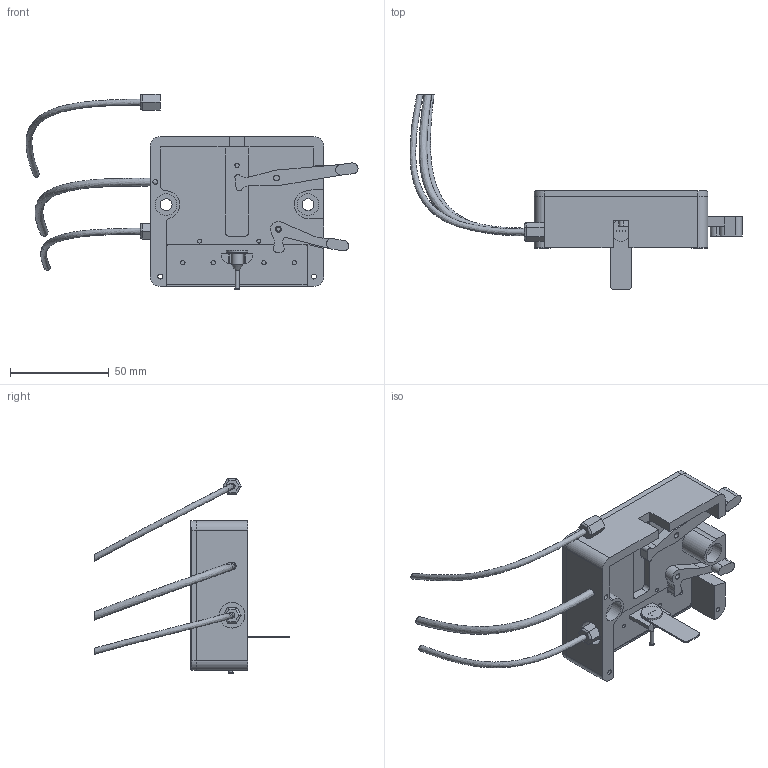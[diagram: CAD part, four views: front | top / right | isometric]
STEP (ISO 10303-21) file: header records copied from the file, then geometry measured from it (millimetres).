
FILE_DESCRIPTION(/* description */ (''),/* implementation_level */ '2;1');
FILE_NAME(/* name */ 'Electrosteering Head v2.step',/* time_stamp */ '2024-11-18T13:47:22-08:00',/* author */ (''),/* organization */ (''),/* preprocessor_version */ 'ST-DEVELOPER v20',/* originating_system */ 'Autodesk Translation Framework v13.20.0.188',/* authorisation */ '');
FILE_SCHEMA (('AUTOMOTIVE_DESIGN { 1 0 10303 214 3 1 1 }'));
Length unit declared in the file: metre
Products named in the file (12): Electrosteering Head; Part 1; Part 1 (2); Part 1 (3); Part 1 (4); Part 1 (5); Hex socket head cap screw M6x1.00 x 30; Hex socket countersunk head screw M3x0.5 x 10; Cartridge; Part 1 (7); Part 1 (8); Part 1 (6)
Assembly tree (21 placements, depth 2):
  Electrosteering Head
    Part 1
    Hex socket head cap screw M6x1.00 x 30  x4
    Part 1 (2)
    Part 1 (3)
    Hex socket countersunk head screw M3x0.5 x 10  x8
    Part 1 (4)
    Part 1 (5)
    Cartridge
    Part 1 (7)
    Part 1 (8)
    Part 1 (6)
Bounding box: 168.45 x 99.25 x 99.2 mm (x, y, z)
Volume: 109217.1 mm3; surface area: 50692.5 mm2
Topology: 9 solids, 9 shells, 228 faces, 571 edges, 370 vertices
Faces by surface type: plane 121, cylinder 96, cone 8, bspline 3
Full cylindrical faces by diameter (mm): 0.3 x4, 1 x1, 1.6 x2, 2 x5, 2.2 x6, 2.4 x1, 2.5 x3, 3 x3, 3.2 x2, 3.97 x1, 5 x1, 6 x5, 10.8 x1, 11 x2, 13 x1
Entity records: 8178 total; most frequent: CARTESIAN_POINT 1964, DIRECTION 1266, ORIENTED_EDGE 1138, EDGE_CURVE 569, AXIS2_PLACEMENT_3D 450, VERTEX_POINT 370, LINE 366, VECTOR 366
